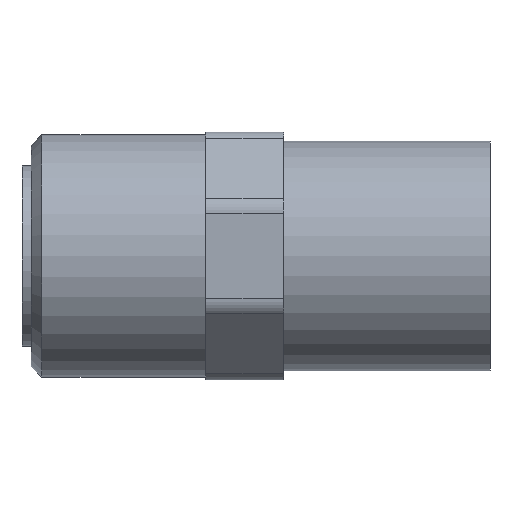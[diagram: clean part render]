
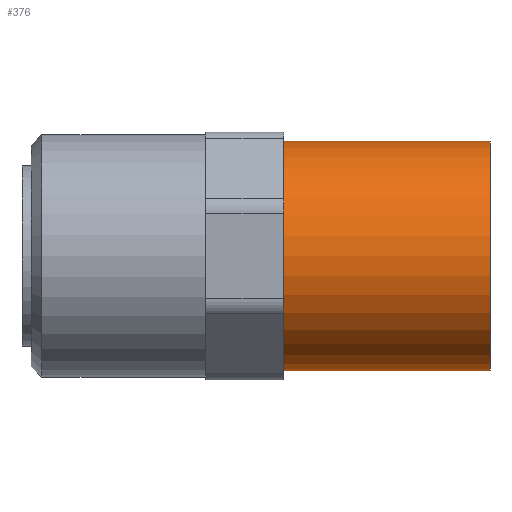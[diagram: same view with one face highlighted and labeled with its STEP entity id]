
A CAD part, top view. The second image highlights one B-rep face of the part: STEP entity #376.
In plain terms, the highlighted cylindrical face has radius 12.5 mm (diameter 25 mm), a partial arc.
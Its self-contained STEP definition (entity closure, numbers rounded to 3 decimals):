
#186 = VERTEX_POINT( '', #520 );
#216 = EDGE_CURVE( '', #408, #378, #553, .T. );
#248 = EDGE_CURVE( '', #378, #186, #585, .T. );
#332 = EDGE_CURVE( '', #396, #186, #681, .T. );
#376 = ADVANCED_FACE( '', ( #729 ), #730, .T. );
#378 = VERTEX_POINT( '', #732 );
#396 = VERTEX_POINT( '', #752 );
#408 = VERTEX_POINT( '', #764 );
#440 = EDGE_CURVE( '', #396, #408, #804, .T. );
#520 = CARTESIAN_POINT( '', ( -22.5, 12.5, 0. ) );
#553 = CIRCLE( '', #920, 12.5 );
#585 = LINE( '', #965, #966 );
#681 = CIRCLE( '', #1088, 12.5 );
#729 = FACE_OUTER_BOUND( '', #1153, .T. );
#730 = CYLINDRICAL_SURFACE( '', #1154, 12.5 );
#732 = CARTESIAN_POINT( '', ( 0., 12.5, 0. ) );
#752 = CARTESIAN_POINT( '', ( -22.5, -12.5, 0. ) );
#764 = CARTESIAN_POINT( '', ( 0., -12.5, 0. ) );
#804 = LINE( '', #1249, #1250 );
#920 = AXIS2_PLACEMENT_3D( '', #1396, #1397, #1398 );
#965 = CARTESIAN_POINT( '', ( -11.25, 12.5, 0. ) );
#966 = VECTOR( '', #1415, 1. );
#1088 = AXIS2_PLACEMENT_3D( '', #1543, #1544, #1545 );
#1153 = EDGE_LOOP( '', ( #1595, #1596, #1597, #1598 ) );
#1154 = AXIS2_PLACEMENT_3D( '', #1599, #1600, #1601 );
#1249 = CARTESIAN_POINT( '', ( -11.25, -12.5, 0. ) );
#1250 = VECTOR( '', #1705, 1. );
#1396 = CARTESIAN_POINT( '', ( 0., 0., 0. ) );
#1397 = DIRECTION( '', ( -1., 0., 0. ) );
#1398 = DIRECTION( '', ( 0., 1., 0. ) );
#1415 = DIRECTION( '', ( -1., 0., 0. ) );
#1543 = CARTESIAN_POINT( '', ( -22.5, 0., 0. ) );
#1544 = DIRECTION( '', ( -1., 0., 0. ) );
#1545 = DIRECTION( '', ( 0., 1., 0. ) );
#1595 = ORIENTED_EDGE( '', *, *, #248, .T. );
#1596 = ORIENTED_EDGE( '', *, *, #332, .F. );
#1597 = ORIENTED_EDGE( '', *, *, #440, .T. );
#1598 = ORIENTED_EDGE( '', *, *, #216, .T. );
#1599 = CARTESIAN_POINT( '', ( -11.25, 0., 0. ) );
#1600 = DIRECTION( '', ( 1., 0., 0. ) );
#1601 = DIRECTION( '', ( 0., 1., 0. ) );
#1705 = DIRECTION( '', ( 1., 0., 0. ) );
